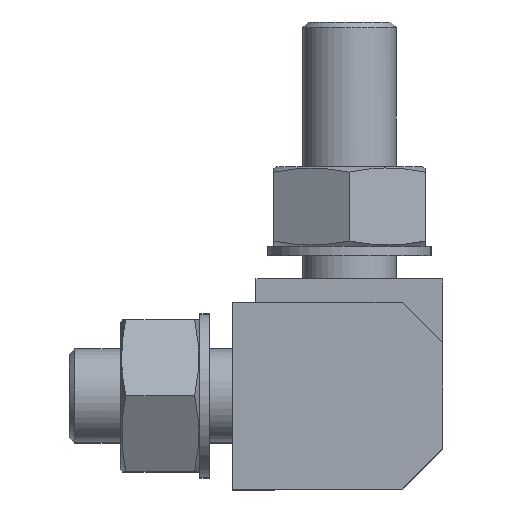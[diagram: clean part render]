
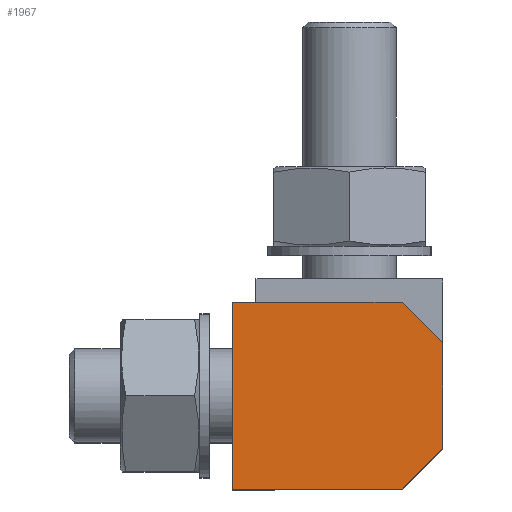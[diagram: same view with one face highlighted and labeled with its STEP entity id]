
A CAD part, top view. The second image highlights one B-rep face of the part: STEP entity #1967.
In plain terms, the highlighted free-form (B-spline) face has degree [1, 1] with [2, 2] control points.
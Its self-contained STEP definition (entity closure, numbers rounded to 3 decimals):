
#1918=CARTESIAN_POINT('',(-10.899,-8.799,0.0));
#1919=CARTESIAN_POINT('',(8.899,-8.799,0.0));
#1920=CARTESIAN_POINT('',(-10.899,8.799,0.0));
#1921=CARTESIAN_POINT('',(8.899,8.799,0.0));
#1922=B_SPLINE_SURFACE_WITH_KNOTS('',1,1,((#1918,#1920),(#1919,#1921)),.UNSPECIFIED.,.F.,.F.,.U.,(2,2),(2,2),(0.0,19.798),(0.0,17.598),.UNSPECIFIED.);
#1923=CARTESIAN_POINT('',(-10.,-8.,0.0));
#1924=VERTEX_POINT('',#1923);
#1925=CARTESIAN_POINT('',(4.5,-8.,0.0));
#1926=VERTEX_POINT('',#1925);
#1927=CARTESIAN_POINT('',(-10.,-8.,0.0));
#1928=CARTESIAN_POINT('',(4.5,-8.,0.0));
#1929=QUASI_UNIFORM_CURVE('',1,(#1927,#1928),.UNSPECIFIED.,.F.,.U.);
#1930=EDGE_CURVE('',#1924,#1926,#1929,.T.);
#1931=ORIENTED_EDGE('',*,*,#1930,.F.);
#1932=CARTESIAN_POINT('',(-10.,8.,0.0));
#1933=VERTEX_POINT('',#1932);
#1934=CARTESIAN_POINT('',(-10.,8.,0.0));
#1935=CARTESIAN_POINT('',(-10.,-8.,0.0));
#1936=QUASI_UNIFORM_CURVE('',1,(#1934,#1935),.UNSPECIFIED.,.F.,.U.);
#1937=EDGE_CURVE('',#1933,#1924,#1936,.T.);
#1938=ORIENTED_EDGE('',*,*,#1937,.F.);
#1939=CARTESIAN_POINT('',(4.5,8.,0.0));
#1940=VERTEX_POINT('',#1939);
#1941=CARTESIAN_POINT('',(4.5,8.,0.0));
#1942=CARTESIAN_POINT('',(-10.,8.,0.0));
#1943=QUASI_UNIFORM_CURVE('',1,(#1941,#1942),.UNSPECIFIED.,.F.,.U.);
#1944=EDGE_CURVE('',#1940,#1933,#1943,.T.);
#1945=ORIENTED_EDGE('',*,*,#1944,.F.);
#1946=CARTESIAN_POINT('',(8.,4.5,0.0));
#1947=VERTEX_POINT('',#1946);
#1948=CARTESIAN_POINT('',(8.,4.5,0.0));
#1949=CARTESIAN_POINT('',(4.5,8.,0.0));
#1950=QUASI_UNIFORM_CURVE('',1,(#1948,#1949),.UNSPECIFIED.,.F.,.U.);
#1951=EDGE_CURVE('',#1947,#1940,#1950,.T.);
#1952=ORIENTED_EDGE('',*,*,#1951,.F.);
#1953=CARTESIAN_POINT('',(8.,-4.5,0.0));
#1954=VERTEX_POINT('',#1953);
#1955=CARTESIAN_POINT('',(8.,-4.5,0.0));
#1956=CARTESIAN_POINT('',(8.,4.5,0.0));
#1957=QUASI_UNIFORM_CURVE('',1,(#1955,#1956),.UNSPECIFIED.,.F.,.U.);
#1958=EDGE_CURVE('',#1954,#1947,#1957,.T.);
#1959=ORIENTED_EDGE('',*,*,#1958,.F.);
#1960=CARTESIAN_POINT('',(4.5,-8.,0.0));
#1961=CARTESIAN_POINT('',(8.,-4.5,0.0));
#1962=QUASI_UNIFORM_CURVE('',1,(#1960,#1961),.UNSPECIFIED.,.F.,.U.);
#1963=EDGE_CURVE('',#1926,#1954,#1962,.T.);
#1964=ORIENTED_EDGE('',*,*,#1963,.F.);
#1965=EDGE_LOOP('',(#1931,#1938,#1945,#1952,#1959,#1964));
#1966=FACE_OUTER_BOUND('',#1965,.T.);
#1967=ADVANCED_FACE('',(#1966),#1922,.F.);
